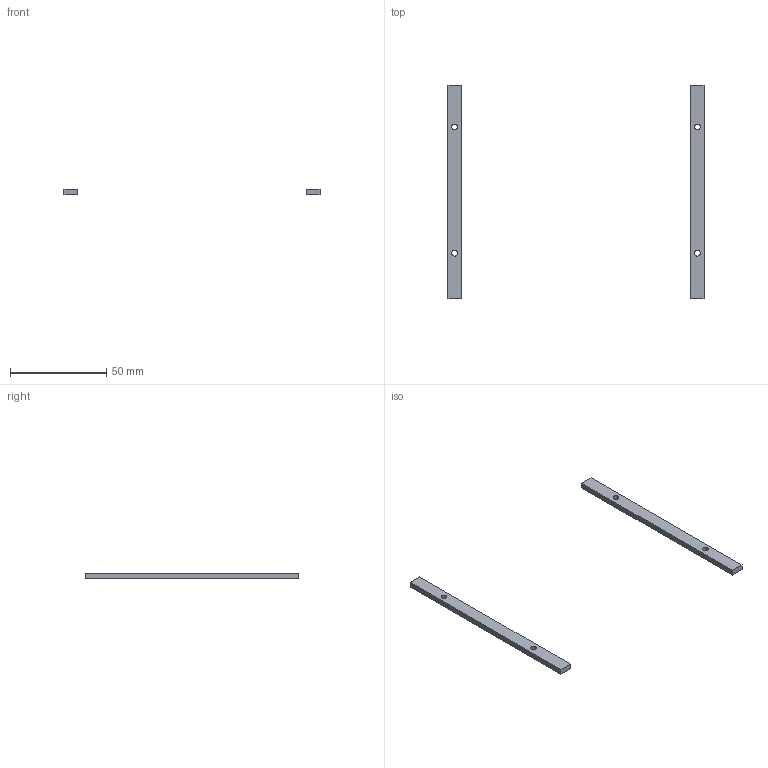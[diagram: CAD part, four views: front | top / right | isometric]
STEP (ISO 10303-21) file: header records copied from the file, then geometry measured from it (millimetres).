
FILE_DESCRIPTION(('FreeCAD Model'),'2;1');
FILE_NAME('ver3_holding_clamps_acr_3mm.step','2019-03-30T23:32:54',('Anool'),( 'Wyolum'),'Open CASCADE STEP processor 7.3','FreeCAD','Unknown');
FILE_SCHEMA(('AUTOMOTIVE_DESIGN { 1 0 10303 214 1 1 1 1 }'));
Length unit declared in the file: millimetre
Products named in the file (2): Body003; Body003_(Mirror_#5)
Bounding box: 133.1 x 111 x 3 mm (x, y, z)
Volume: 4510.6 mm3; surface area: 4534.9 mm2
Topology: 2 solids, 2 shells, 16 faces, 36 edges, 24 vertices
Faces by surface type: plane 12, cylinder 4
Full cylindrical faces by diameter (mm): 3 x4
Entity records: 503 total; most frequent: DIRECTION 78, CARTESIAN_POINT 77, ORIENTED_EDGE 72, EDGE_CURVE 36, LINE 28, VECTOR 28, AXIS2_PLACEMENT_3D 25, FACE_BOUND 24
